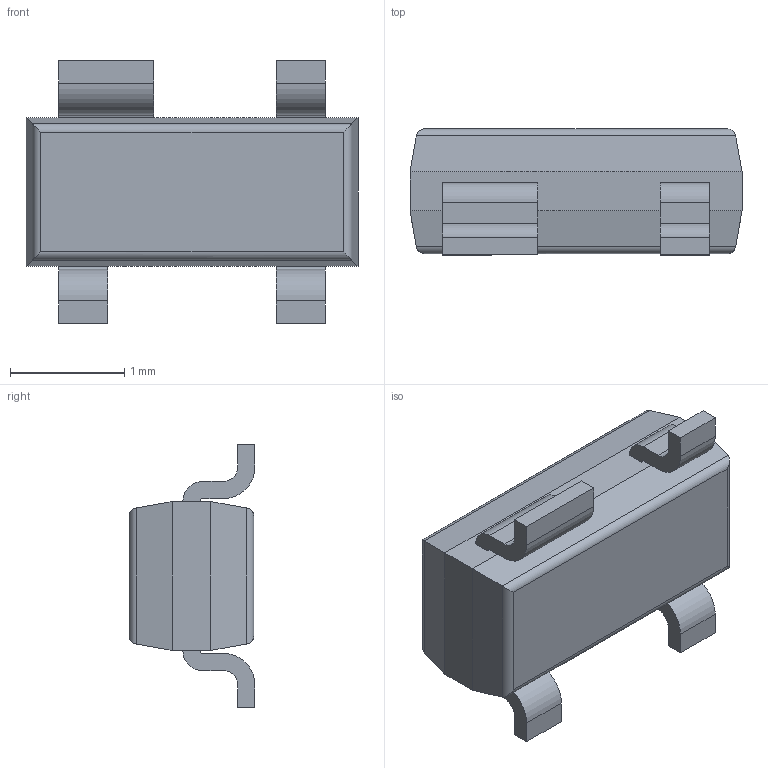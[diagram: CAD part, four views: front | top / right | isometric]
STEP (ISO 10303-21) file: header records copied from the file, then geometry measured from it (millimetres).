
FILE_DESCRIPTION (( 'STEP AP214' ), '1' );
FILE_NAME ( 'SOT143-4P190_230X110L30X43N.STEP', '2020-05-06T12:47:30', ( '' ), ( '' ), '', '©2017 PCB Libraries, Inc.', '' );
FILE_SCHEMA (( 'AUTOMOTIVE_DESIGN' ));
Length unit declared in the file: millimetre
Products named in the file (1): SOT143-4P190_230X110L30X43N
Bounding box: 2.9 x 1.1 x 2.3 mm (x, y, z)
Volume: 4.2 mm3; surface area: 20.5 mm2
Topology: 5 solids, 5 shells, 81 faces, 194 edges, 124 vertices
Faces by surface type: plane 55, cylinder 26
Entity records: 2469 total; most frequent: CARTESIAN_POINT 424, ORIENTED_EDGE 388, DIRECTION 386, EDGE_CURVE 194, VECTOR 150, LINE 150, VERTEX_POINT 124, AXIS2_PLACEMENT_3D 118
